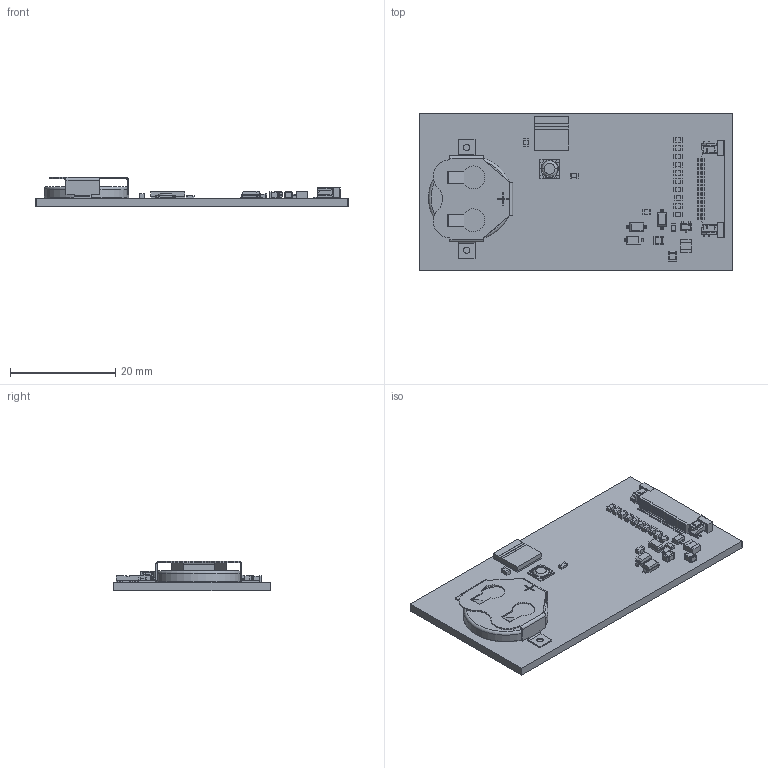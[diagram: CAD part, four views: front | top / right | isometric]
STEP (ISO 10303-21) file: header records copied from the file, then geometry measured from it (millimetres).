
FILE_DESCRIPTION(('Open CASCADE Model'),'2;1');
FILE_NAME('Open CASCADE Shape Model','2025-05-13T14:38:53',('Author'),( 'Open CASCADE'),'Open CASCADE STEP processor 7.5','Open CASCADE 7.5' ,'Unknown');
FILE_SCHEMA(('AUTOMOTIVE_DESIGN { 1 0 10303 214 1 1 1 1 }'));
Length unit declared in the file: millimetre
Products named in the file (62): PCB; Board; Open CASCADE STEP translator 7.5 1.1.1; J1; User Library-001085 cr-1632 batt; keystone-PN3092; R3; CRCW0603160RFKEA; term1; term2; body; C13; UMK107BJ105KA-T; U1; ANNA-B112--3DModel-STEP-56544; SW1; Part4; R2; R1; Q1; SI1304BDL-T1-E3; Body; PinsArrayL; FilletPinR; L1; 1239AS-H-100M=P2; J2; 68712414022; 6871xx14022_PIN; 6871xx14022_Patte; 6871xx14022_Patte_2; 68712414022_CAP; D3; MBR0530T1G; FilletPinL; D2; D1; C12; GRM21BZ71H475KE15K; Fillet1 ...
Assembly tree (99 placements, depth 4):
  PCB
    Board
      Open CASCADE STEP translator 7.5 1.1.1
    J1
      User Library-001085 cr-1632 batt
      keystone-PN3092
    R3
      CRCW0603160RFKEA
        term1
        term2
        body
    C13
      UMK107BJ105KA-T
        term1
        term2
        body
    U1
      ANNA-B112--3DModel-STEP-56544
    SW1
      Part4
    R2
      CRCW0603160RFKEA
        term1
        term2
        body
    R1
      CRCW0603160RFKEA
        term1
        term2
        body
    Q1
      SI1304BDL-T1-E3
        Body
        PinsArrayL
        FilletPinR
    L1
      1239AS-H-100M=P2
        term1
        term2
        body
    J2
      68712414022
        68712414022
        6871xx14022_PIN  x24
        6871xx14022_Patte
        6871xx14022_Patte_2
        68712414022_CAP
    D3
      MBR0530T1G
        Body
        FilletPinL
        FilletPinR
    D2
      MBR0530T1G
        Body
        FilletPinL
        FilletPinR
    D1
      MBR0530T1G
        Body
Bounding box: 59.36 x 30.02 x 5.55 mm (x, y, z)
Volume: 3747.3 mm3; surface area: 6300.8 mm2
Topology: 150 solids, 150 shells, 2436 faces, 6270 edges, 4076 vertices
Faces by surface type: plane 2253, cylinder 157, sphere 16, torus 10
Full cylindrical faces by diameter (mm): 0.156 x1
Entity records: 49148 total; most frequent: CARTESIAN_POINT 8388, ORIENTED_EDGE 8166, DIRECTION 7663, EDGE_CURVE 4083, LINE 3829, VECTOR 3829, VERTEX_POINT 2642, AXIS2_PLACEMENT_3D 1917
